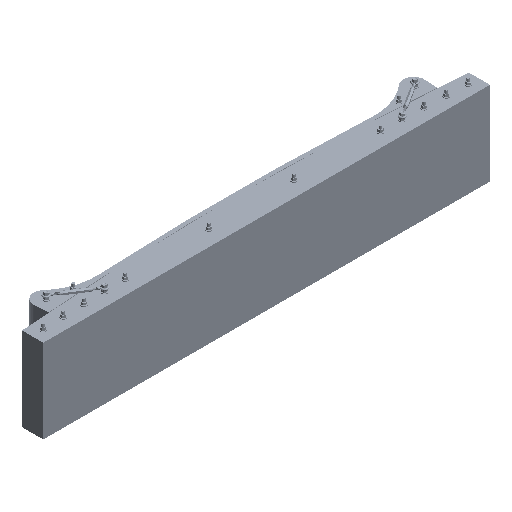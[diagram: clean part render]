
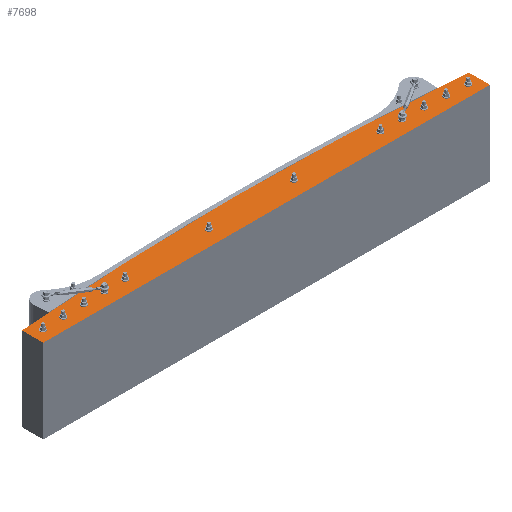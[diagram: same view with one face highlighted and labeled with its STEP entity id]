
A CAD part, isometric view. The second image highlights one B-rep face of the part: STEP entity #7698.
In plain terms, the highlighted planar face has unit normal (0, 0, 1).
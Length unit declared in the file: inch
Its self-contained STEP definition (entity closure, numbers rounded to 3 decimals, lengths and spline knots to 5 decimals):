
#1398=FACE_BOUND('',#1980,.T.);
#1399=FACE_BOUND('',#1981,.T.);
#1400=FACE_BOUND('',#1982,.T.);
#1401=FACE_BOUND('',#1983,.T.);
#1402=FACE_BOUND('',#1984,.T.);
#1403=FACE_BOUND('',#1985,.T.);
#1404=FACE_BOUND('',#1986,.T.);
#1405=FACE_BOUND('',#1987,.T.);
#1406=FACE_BOUND('',#1988,.T.);
#1407=FACE_BOUND('',#1989,.T.);
#1408=FACE_BOUND('',#1990,.T.);
#1409=FACE_BOUND('',#1991,.T.);
#1439=PLANE('',#8298);
#1521=FACE_OUTER_BOUND('',#1979,.T.);
#1979=EDGE_LOOP('',(#5387,#5388,#5389,#5390));
#1980=EDGE_LOOP('',(#5391));
#1981=EDGE_LOOP('',(#5392));
#1982=EDGE_LOOP('',(#5393));
#1983=EDGE_LOOP('',(#5394));
#1984=EDGE_LOOP('',(#5395));
#1985=EDGE_LOOP('',(#5396));
#1986=EDGE_LOOP('',(#5397));
#1987=EDGE_LOOP('',(#5398));
#1988=EDGE_LOOP('',(#5399));
#1989=EDGE_LOOP('',(#5400));
#1990=EDGE_LOOP('',(#5401));
#1991=EDGE_LOOP('',(#5402));
#2473=LINE('',#11779,#2851);
#2477=LINE('',#11791,#2855);
#2480=LINE('',#11795,#2858);
#2851=VECTOR('',#9369,0.3937);
#2855=VECTOR('',#9381,0.3937);
#2858=VECTOR('',#9386,0.3937);
#3215=CIRCLE('',#8257,0.25);
#3217=CIRCLE('',#8260,0.25);
#3219=CIRCLE('',#8263,0.25);
#3221=CIRCLE('',#8266,0.25);
#3223=CIRCLE('',#8269,0.25);
#3225=CIRCLE('',#8272,0.25);
#3227=CIRCLE('',#8275,0.25);
#3229=CIRCLE('',#8278,0.25);
#3231=CIRCLE('',#8281,0.25);
#3233=CIRCLE('',#8284,0.25);
#3235=CIRCLE('',#8287,0.25);
#3237=CIRCLE('',#8290,0.25);
#3240=CIRCLE('',#8295,492.12598);
#3573=VERTEX_POINT('',#11701);
#3575=VERTEX_POINT('',#11707);
#3577=VERTEX_POINT('',#11713);
#3579=VERTEX_POINT('',#11719);
#3581=VERTEX_POINT('',#11725);
#3583=VERTEX_POINT('',#11731);
#3585=VERTEX_POINT('',#11737);
#3587=VERTEX_POINT('',#11743);
#3589=VERTEX_POINT('',#11749);
#3591=VERTEX_POINT('',#11755);
#3593=VERTEX_POINT('',#11761);
#3595=VERTEX_POINT('',#11767);
#3599=VERTEX_POINT('',#11776);
#3600=VERTEX_POINT('',#11778);
#3602=VERTEX_POINT('',#11784);
#3604=VERTEX_POINT('',#11790);
#4245=EDGE_CURVE('',#3573,#3573,#3215,.T.);
#4248=EDGE_CURVE('',#3575,#3575,#3217,.T.);
#4251=EDGE_CURVE('',#3577,#3577,#3219,.T.);
#4254=EDGE_CURVE('',#3579,#3579,#3221,.T.);
#4257=EDGE_CURVE('',#3581,#3581,#3223,.T.);
#4260=EDGE_CURVE('',#3583,#3583,#3225,.T.);
#4263=EDGE_CURVE('',#3585,#3585,#3227,.T.);
#4266=EDGE_CURVE('',#3587,#3587,#3229,.T.);
#4269=EDGE_CURVE('',#3589,#3589,#3231,.T.);
#4272=EDGE_CURVE('',#3591,#3591,#3233,.T.);
#4275=EDGE_CURVE('',#3593,#3593,#3235,.T.);
#4278=EDGE_CURVE('',#3595,#3595,#3237,.T.);
#4283=EDGE_CURVE('',#3600,#3599,#2473,.T.);
#4286=EDGE_CURVE('',#3602,#3600,#3240,.T.);
#4289=EDGE_CURVE('',#3604,#3602,#2477,.T.);
#4292=EDGE_CURVE('',#3599,#3604,#2480,.T.);
#5387=ORIENTED_EDGE('',*,*,#4292,.T.);
#5388=ORIENTED_EDGE('',*,*,#4289,.T.);
#5389=ORIENTED_EDGE('',*,*,#4286,.T.);
#5390=ORIENTED_EDGE('',*,*,#4283,.T.);
#5391=ORIENTED_EDGE('',*,*,#4278,.T.);
#5392=ORIENTED_EDGE('',*,*,#4275,.T.);
#5393=ORIENTED_EDGE('',*,*,#4272,.T.);
#5394=ORIENTED_EDGE('',*,*,#4269,.T.);
#5395=ORIENTED_EDGE('',*,*,#4266,.T.);
#5396=ORIENTED_EDGE('',*,*,#4263,.T.);
#5397=ORIENTED_EDGE('',*,*,#4260,.T.);
#5398=ORIENTED_EDGE('',*,*,#4257,.T.);
#5399=ORIENTED_EDGE('',*,*,#4254,.T.);
#5400=ORIENTED_EDGE('',*,*,#4251,.T.);
#5401=ORIENTED_EDGE('',*,*,#4248,.T.);
#5402=ORIENTED_EDGE('',*,*,#4245,.T.);
#7698=ADVANCED_FACE('',(#1521,#1398,#1399,#1400,#1401,#1402,#1403,#1404,
#1405,#1406,#1407,#1408,#1409),#1439,.T.);
#8257=AXIS2_PLACEMENT_3D('',#11702,#9283,#9284);
#8260=AXIS2_PLACEMENT_3D('',#11708,#9290,#9291);
#8263=AXIS2_PLACEMENT_3D('',#11714,#9297,#9298);
#8266=AXIS2_PLACEMENT_3D('',#11720,#9304,#9305);
#8269=AXIS2_PLACEMENT_3D('',#11726,#9311,#9312);
#8272=AXIS2_PLACEMENT_3D('',#11732,#9318,#9319);
#8275=AXIS2_PLACEMENT_3D('',#11738,#9325,#9326);
#8278=AXIS2_PLACEMENT_3D('',#11744,#9332,#9333);
#8281=AXIS2_PLACEMENT_3D('',#11750,#9339,#9340);
#8284=AXIS2_PLACEMENT_3D('',#11756,#9346,#9347);
#8287=AXIS2_PLACEMENT_3D('',#11762,#9353,#9354);
#8290=AXIS2_PLACEMENT_3D('',#11768,#9360,#9361);
#8295=AXIS2_PLACEMENT_3D('',#11785,#9375,#9376);
#8298=AXIS2_PLACEMENT_3D('',#11796,#9387,#9388);
#9283=DIRECTION('center_axis',(0.,0.,-1.));
#9284=DIRECTION('ref_axis',(1.,0.,0.));
#9290=DIRECTION('center_axis',(0.,0.,-1.));
#9291=DIRECTION('ref_axis',(1.,0.,0.));
#9297=DIRECTION('center_axis',(0.,0.,-1.));
#9298=DIRECTION('ref_axis',(1.,0.,0.));
#9304=DIRECTION('center_axis',(0.,0.,-1.));
#9305=DIRECTION('ref_axis',(1.,0.,0.));
#9311=DIRECTION('center_axis',(0.,0.,-1.));
#9312=DIRECTION('ref_axis',(1.,0.,0.));
#9318=DIRECTION('center_axis',(0.,0.,-1.));
#9319=DIRECTION('ref_axis',(1.,0.,0.));
#9325=DIRECTION('center_axis',(0.,0.,-1.));
#9326=DIRECTION('ref_axis',(1.,0.,0.));
#9332=DIRECTION('center_axis',(0.,0.,-1.));
#9333=DIRECTION('ref_axis',(1.,0.,0.));
#9339=DIRECTION('center_axis',(0.,0.,-1.));
#9340=DIRECTION('ref_axis',(1.,0.,0.));
#9346=DIRECTION('center_axis',(0.,0.,-1.));
#9347=DIRECTION('ref_axis',(1.,0.,0.));
#9353=DIRECTION('center_axis',(0.,0.,-1.));
#9354=DIRECTION('ref_axis',(1.,0.,0.));
#9360=DIRECTION('center_axis',(0.,0.,-1.));
#9361=DIRECTION('ref_axis',(1.,0.,0.));
#9369=DIRECTION('',(0.,-1.,0.));
#9375=DIRECTION('center_axis',(0.,0.,1.));
#9376=DIRECTION('ref_axis',(0.085,0.996,0.));
#9381=DIRECTION('',(0.,1.,0.));
#9386=DIRECTION('',(1.,0.,0.));
#9387=DIRECTION('center_axis',(0.,0.,1.));
#9388=DIRECTION('ref_axis',(1.,0.,0.));
#11701=CARTESIAN_POINT('',(33.75,2.86519,0.75));
#11702=CARTESIAN_POINT('Origin',(34.,2.86519,0.75));
#11707=CARTESIAN_POINT('',(77.75,2.23826,0.75));
#11708=CARTESIAN_POINT('Origin',(78.,2.23826,0.75));
#11713=CARTESIAN_POINT('',(69.75,2.49885,0.75));
#11714=CARTESIAN_POINT('Origin',(70.,2.49885,0.75));
#11719=CARTESIAN_POINT('',(81.75,2.0835,0.75));
#11720=CARTESIAN_POINT('Origin',(82.,2.0835,0.75));
#11725=CARTESIAN_POINT('',(73.75,2.37671,0.75));
#11726=CARTESIAN_POINT('Origin',(74.,2.37671,0.75));
#11731=CARTESIAN_POINT('',(5.75,2.23826,0.75));
#11732=CARTESIAN_POINT('Origin',(6.,2.23826,0.75));
#11737=CARTESIAN_POINT('',(13.75,2.49885,0.75));
#11738=CARTESIAN_POINT('Origin',(14.,2.49885,0.75));
#11743=CARTESIAN_POINT('',(9.75,2.37671,0.75));
#11744=CARTESIAN_POINT('Origin',(10.,2.37671,0.75));
#11749=CARTESIAN_POINT('',(1.75,2.0835,0.75));
#11750=CARTESIAN_POINT('Origin',(2.,2.0835,0.75));
#11755=CARTESIAN_POINT('',(17.75,2.6047,0.75));
#11756=CARTESIAN_POINT('Origin',(18.,2.6047,0.75));
#11761=CARTESIAN_POINT('',(49.75,2.86519,0.75));
#11762=CARTESIAN_POINT('Origin',(50.,2.86519,0.75));
#11767=CARTESIAN_POINT('',(65.75,2.6047,0.75));
#11768=CARTESIAN_POINT('Origin',(66.,2.6047,0.75));
#11776=CARTESIAN_POINT('',(0.,0.,0.75));
#11778=CARTESIAN_POINT('',(0.,4.,0.75));
#11779=CARTESIAN_POINT('',(0.,0.,0.75));
#11784=CARTESIAN_POINT('',(84.,4.,0.75));
#11785=CARTESIAN_POINT('Origin',(42.,-486.33048,0.75));
#11790=CARTESIAN_POINT('',(84.,0.,0.75));
#11791=CARTESIAN_POINT('',(84.,0.,0.75));
#11795=CARTESIAN_POINT('',(0.,0.,0.75));
#11796=CARTESIAN_POINT('Origin',(42.,2.89775,0.75));
